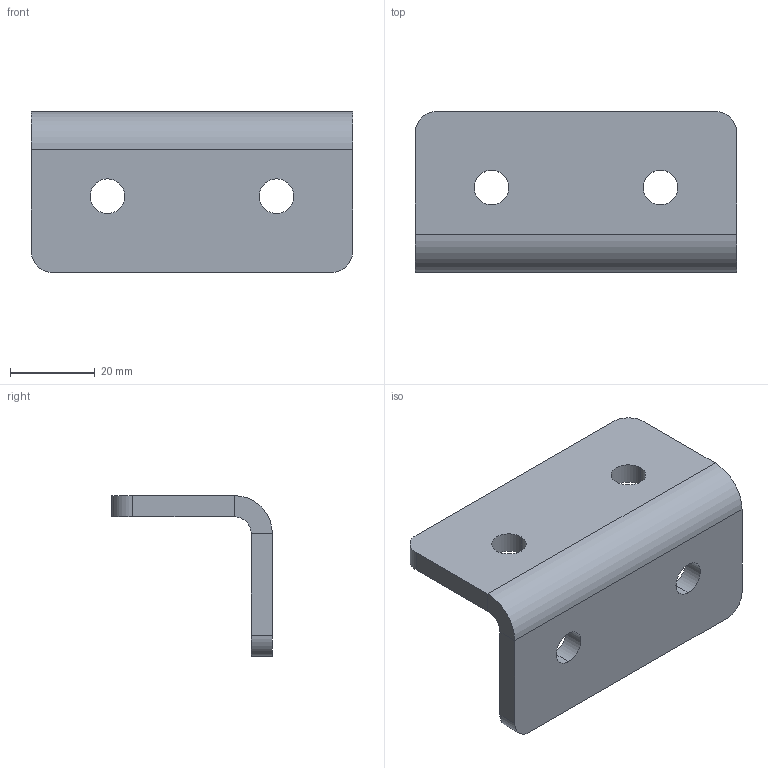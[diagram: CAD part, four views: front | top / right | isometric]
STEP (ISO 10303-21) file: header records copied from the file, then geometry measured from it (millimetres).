
FILE_DESCRIPTION (( 'STEP AP214' ), '1' );
FILE_NAME ('Ñáîðêà4.STEP', '2024-07-02T12:02:07', ( '' ), ( '' ), 'SwSTEP 2.0', 'SolidWorks 2022', '' );
FILE_SCHEMA (( 'AUTOMOTIVE_DESIGN' ));
Length unit declared in the file: millimetre
Products named in the file (2): A841 Уголок 40х80L (черный), паз 10_00; Сборка4
Assembly tree (1 placements, depth 2):
  Сборка4
    A841 Уголок 40х80L (черный), паз 10_00
Bounding box: 76 x 38 x 38 mm (x, y, z)
Volume: 24756.4 mm3; surface area: 11816.9 mm2
Topology: 1 solids, 1 shells, 26 faces, 64 edges, 40 vertices
Faces by surface type: cylinder 14, plane 12
Entity records: 854 total; most frequent: DIRECTION 152, CARTESIAN_POINT 134, ORIENTED_EDGE 128, EDGE_CURVE 64, AXIS2_PLACEMENT_3D 58, VERTEX_POINT 40, LINE 36, VECTOR 36
